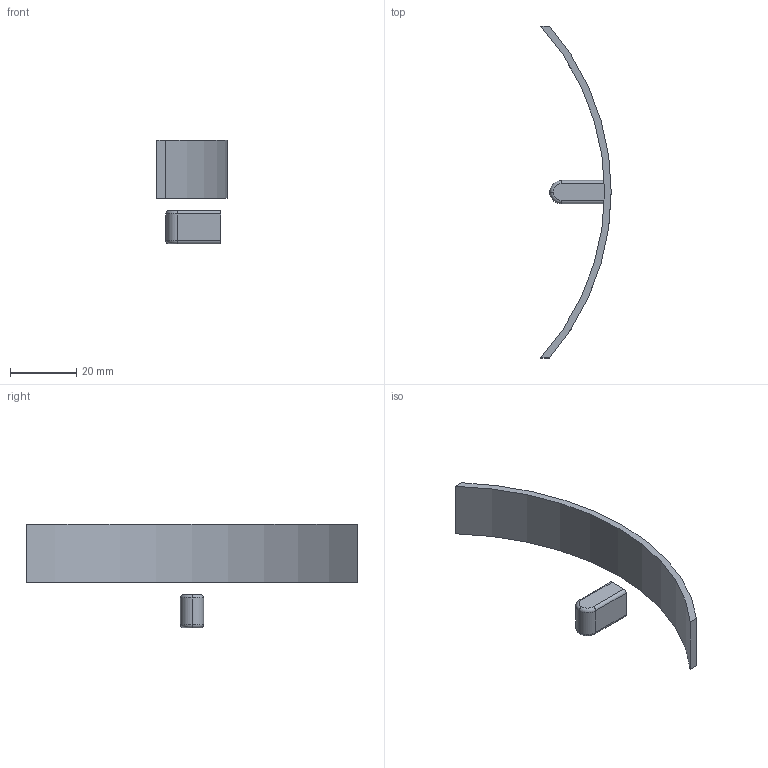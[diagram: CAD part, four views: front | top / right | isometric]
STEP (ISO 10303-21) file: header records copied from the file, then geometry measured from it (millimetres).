
FILE_DESCRIPTION(('produced by SPATIAL CORP'),'2;1');
FILE_NAME('Part19.hh.sat.stp', '2002-04-22T11:44:23+00:00',('SPATIAL CORP'),('SPATIAL CORP'), 'ACIS STEP Husk','http://www.spatial.com','SPATIAL CORP');
FILE_SCHEMA(('CONFIG_CONTROL_DESIGN'));
Length unit declared in the file: millimetre
Products named in the file (1): PRODUCT_ID_1
Bounding box: 21.22 x 100 x 31.25 mm (x, y, z)
Volume: 4910.7 mm3; surface area: 4981.7 mm2
Topology: 2 solids, 2 shells, 21 faces, 45 edges, 28 vertices
Faces by surface type: plane 9, cylinder 8, torus 4
Entity records: 631 total; most frequent: DIRECTION 99, ORIENTED_EDGE 90, CARTESIAN_POINT 89, EDGE_CURVE 45, AXIS2_PLACEMENT_3D 38, VERTEX_POINT 28, VECTOR 23, LINE 23
